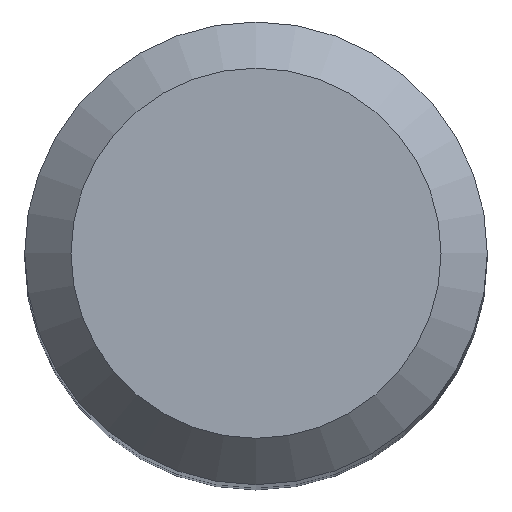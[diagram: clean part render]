
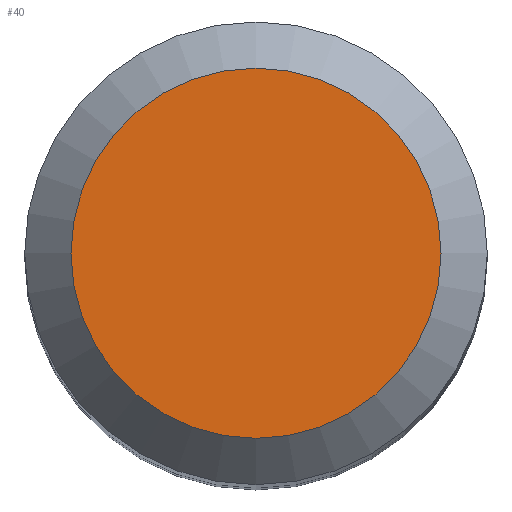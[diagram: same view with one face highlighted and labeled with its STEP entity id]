
A CAD part, top view. The second image highlights one B-rep face of the part: STEP entity #40.
In plain terms, the highlighted planar face has unit normal (0, 0, 1).
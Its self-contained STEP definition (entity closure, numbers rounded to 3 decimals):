
#2 = PLANE ( 'NONE',  #184 ) ;
#19 = CARTESIAN_POINT ( 'NONE',  ( 0., 4.8, 80. ) ) ;
#40 = ADVANCED_FACE ( 'NONE', ( #203 ), #2, .F. ) ;
#46 = VERTEX_POINT ( 'NONE', #19 ) ;
#65 = DIRECTION ( 'NONE',  ( 0., 1., 0. ) ) ;
#73 = DIRECTION ( 'NONE',  ( 0., 1., 0. ) ) ;
#77 = AXIS2_PLACEMENT_3D ( 'NONE', #96, #147, #73 ) ;
#96 = CARTESIAN_POINT ( 'NONE',  ( 0., 0., 80. ) ) ;
#117 = ORIENTED_EDGE ( 'NONE', *, *, #177, .F. ) ;
#122 = CIRCLE ( 'NONE', #77, 4.8 ) ;
#147 = DIRECTION ( 'NONE',  ( 0., 0., -1. ) ) ;
#153 = CARTESIAN_POINT ( 'NONE',  ( 0., 0., 80. ) ) ;
#154 = DIRECTION ( 'NONE',  ( 0., 0., -1. ) ) ;
#157 = EDGE_LOOP ( 'NONE', ( #117 ) ) ;
#177 = EDGE_CURVE ( 'NONE', #46, #46, #122, .T. ) ;
#184 = AXIS2_PLACEMENT_3D ( 'NONE', #153, #154, #65 ) ;
#203 = FACE_OUTER_BOUND ( 'NONE', #157, .T. ) ;
